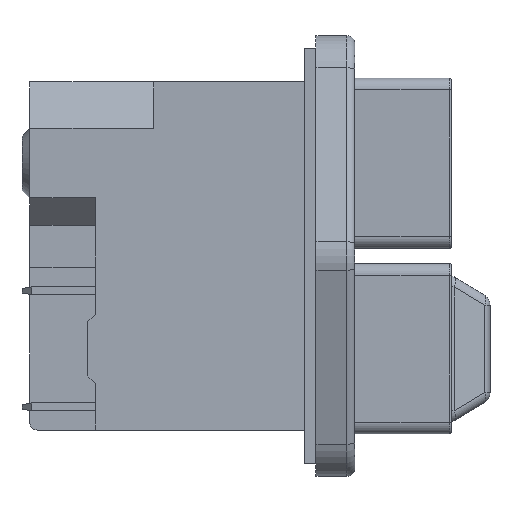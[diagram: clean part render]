
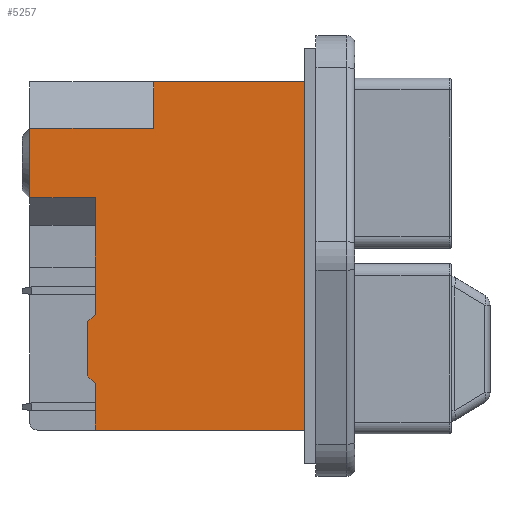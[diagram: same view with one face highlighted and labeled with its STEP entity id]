
A CAD part, left-side view. The second image highlights one B-rep face of the part: STEP entity #5257.
In plain terms, the highlighted planar face has unit normal (-1, 0, 0).
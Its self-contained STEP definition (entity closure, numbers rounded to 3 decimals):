
#751=FACE_OUTER_BOUND('',#1095,.T.);
#1095=EDGE_LOOP('',(#4589,#4590,#4591,#4592,#4593,#4594,#4595,#4596,#4597,
#4598,#4599,#4600));
#1493=LINE('',#8734,#1989);
#1519=LINE('',#8790,#2015);
#1522=LINE('',#8796,#2018);
#1525=LINE('',#8800,#2021);
#1529=LINE('',#8812,#2025);
#1531=LINE('',#8815,#2027);
#1551=LINE('',#8856,#2047);
#1552=LINE('',#8858,#2048);
#1553=LINE('',#8860,#2049);
#1554=LINE('',#8861,#2050);
#1555=LINE('',#8863,#2051);
#1556=LINE('',#8864,#2052);
#1989=VECTOR('',#7259,10.);
#2015=VECTOR('',#7297,10.);
#2018=VECTOR('',#7302,10.);
#2021=VECTOR('',#7307,10.);
#2025=VECTOR('',#7319,10.);
#2027=VECTOR('',#7323,10.);
#2047=VECTOR('',#7357,10.);
#2048=VECTOR('',#7358,10.);
#2049=VECTOR('',#7359,10.);
#2050=VECTOR('',#7360,10.);
#2051=VECTOR('',#7361,10.);
#2052=VECTOR('',#7362,10.);
#2486=VERTEX_POINT('',#8731);
#2487=VERTEX_POINT('',#8733);
#2510=VERTEX_POINT('',#8788);
#2511=VERTEX_POINT('',#8789);
#2512=VERTEX_POINT('',#8794);
#2513=VERTEX_POINT('',#8795);
#2515=VERTEX_POINT('',#8807);
#2517=VERTEX_POINT('',#8810);
#2531=VERTEX_POINT('',#8855);
#2532=VERTEX_POINT('',#8857);
#2533=VERTEX_POINT('',#8859);
#2534=VERTEX_POINT('',#8862);
#3177=EDGE_CURVE('',#2486,#2487,#1493,.T.);
#3204=EDGE_CURVE('',#2510,#2511,#1519,.T.);
#3207=EDGE_CURVE('',#2512,#2513,#1522,.T.);
#3210=EDGE_CURVE('',#2511,#2512,#1525,.T.);
#3215=EDGE_CURVE('',#2517,#2515,#1529,.T.);
#3217=EDGE_CURVE('',#2517,#2487,#1531,.T.);
#3237=EDGE_CURVE('',#2531,#2510,#1551,.T.);
#3238=EDGE_CURVE('',#2532,#2531,#1552,.T.);
#3239=EDGE_CURVE('',#2532,#2533,#1553,.T.);
#3240=EDGE_CURVE('',#2533,#2515,#1554,.T.);
#3241=EDGE_CURVE('',#2534,#2486,#1555,.T.);
#3242=EDGE_CURVE('',#2513,#2534,#1556,.T.);
#4589=ORIENTED_EDGE('',*,*,#3204,.F.);
#4590=ORIENTED_EDGE('',*,*,#3237,.F.);
#4591=ORIENTED_EDGE('',*,*,#3238,.F.);
#4592=ORIENTED_EDGE('',*,*,#3239,.T.);
#4593=ORIENTED_EDGE('',*,*,#3240,.T.);
#4594=ORIENTED_EDGE('',*,*,#3215,.F.);
#4595=ORIENTED_EDGE('',*,*,#3217,.T.);
#4596=ORIENTED_EDGE('',*,*,#3177,.F.);
#4597=ORIENTED_EDGE('',*,*,#3241,.F.);
#4598=ORIENTED_EDGE('',*,*,#3242,.F.);
#4599=ORIENTED_EDGE('',*,*,#3207,.F.);
#4600=ORIENTED_EDGE('',*,*,#3210,.F.);
#4935=PLANE('',#5847);
#5257=ADVANCED_FACE('',(#751),#4935,.T.);
#5847=AXIS2_PLACEMENT_3D('',#8854,#7355,#7356);
#7259=DIRECTION('',(0.,0.,1.));
#7297=DIRECTION('',(0.,0.707,0.707));
#7302=DIRECTION('',(0.,-0.707,0.707));
#7307=DIRECTION('',(0.,0.,1.));
#7319=DIRECTION('',(0.,0.,1.));
#7323=DIRECTION('',(0.,1.,0.));
#7355=DIRECTION('center_axis',(-1.,0.,0.));
#7356=DIRECTION('ref_axis',(0.,0.,1.));
#7357=DIRECTION('',(0.,0.,1.));
#7358=DIRECTION('',(0.,1.,0.));
#7359=DIRECTION('',(0.,0.,1.));
#7360=DIRECTION('',(0.,1.,0.));
#7361=DIRECTION('',(0.,1.,0.));
#7362=DIRECTION('',(0.,0.,1.));
#8731=CARTESIAN_POINT('',(-10.75,37.,7.5));
#8733=CARTESIAN_POINT('',(-10.75,37.,16.5));
#8734=CARTESIAN_POINT('',(-10.75,37.,16.5));
#8788=CARTESIAN_POINT('',(-10.75,28.5,-16.5));
#8789=CARTESIAN_POINT('',(-10.75,29.5,-15.5));
#8790=CARTESIAN_POINT('',(-10.75,20.125,-24.875));
#8794=CARTESIAN_POINT('',(-10.75,29.5,-8.5));
#8795=CARTESIAN_POINT('',(-10.75,28.5,-7.5));
#8796=CARTESIAN_POINT('',(-10.75,25.375,-4.375));
#8800=CARTESIAN_POINT('',(-10.75,29.5,-16.5));
#8807=CARTESIAN_POINT('',(-10.75,21.,22.5));
#8810=CARTESIAN_POINT('',(-10.75,21.,16.5));
#8812=CARTESIAN_POINT('',(-10.75,21.,-22.5));
#8815=CARTESIAN_POINT('',(-10.75,0.,16.5));
#8854=CARTESIAN_POINT('Origin',(-10.75,0.,-22.5));
#8855=CARTESIAN_POINT('',(-10.75,28.5,-22.5));
#8856=CARTESIAN_POINT('',(-10.75,28.5,-22.5));
#8857=CARTESIAN_POINT('',(-10.75,0.,-22.5));
#8858=CARTESIAN_POINT('',(-10.75,0.,-22.5));
#8859=CARTESIAN_POINT('',(-10.75,0.,22.5));
#8860=CARTESIAN_POINT('',(-10.75,0.,-22.5));
#8861=CARTESIAN_POINT('',(-10.75,0.,22.5));
#8862=CARTESIAN_POINT('',(-10.75,28.5,7.5));
#8863=CARTESIAN_POINT('',(-10.75,0.,7.5));
#8864=CARTESIAN_POINT('',(-10.75,28.5,-22.5));
